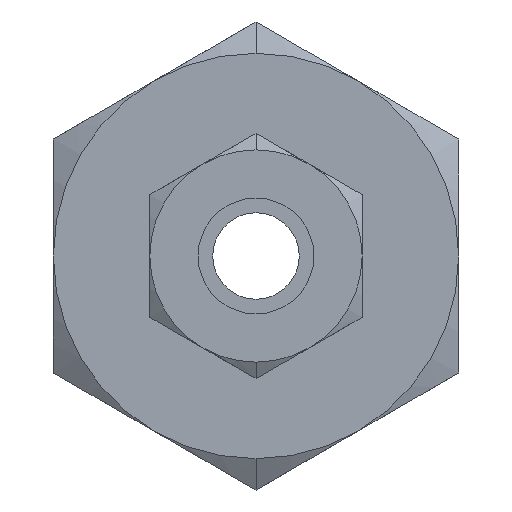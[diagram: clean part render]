
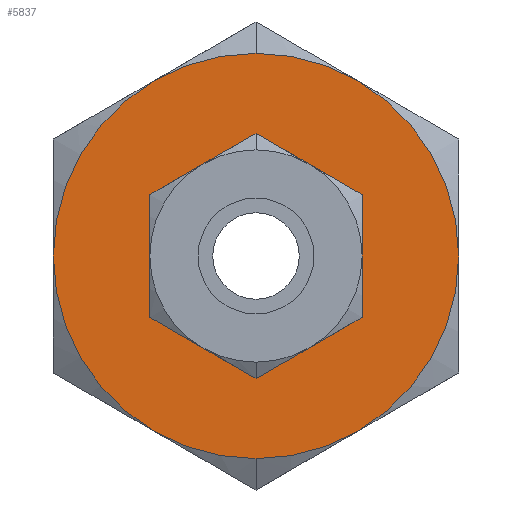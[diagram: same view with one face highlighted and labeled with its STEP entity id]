
A CAD part, left-side view. The second image highlights one B-rep face of the part: STEP entity #5837.
In plain terms, the highlighted planar face has unit normal (-1, 0, 0).
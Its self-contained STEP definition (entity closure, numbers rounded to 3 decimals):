
#235 = ORIENTED_EDGE ( 'NONE', *, *, #4790, .T. ) ;
#328 = DIRECTION ( 'NONE',  ( 0., 0.5, -0.866 ) ) ;
#474 = ORIENTED_EDGE ( 'NONE', *, *, #2955, .T. ) ;
#577 = CIRCLE ( 'NONE', #3051, 16.665 ) ;
#662 = CARTESIAN_POINT ( 'NONE',  ( 19.3, 0., 0. ) ) ;
#796 = CARTESIAN_POINT ( 'NONE',  ( 19.3, 16.665, 0. ) ) ;
#828 = DIRECTION ( 'NONE',  ( 0., 1., 0. ) ) ;
#829 = ORIENTED_EDGE ( 'NONE', *, *, #2005, .T. ) ;
#948 = AXIS2_PLACEMENT_3D ( 'NONE', #8958, #3149, #3772 ) ;
#1087 = AXIS2_PLACEMENT_3D ( 'NONE', #1663, #4583, #7524 ) ;
#1271 = ORIENTED_EDGE ( 'NONE', *, *, #4812, .T. ) ;
#1345 = AXIS2_PLACEMENT_3D ( 'NONE', #5071, #2018, #5118 ) ;
#1579 = EDGE_CURVE ( 'NONE', #9033, #4508, #1812, .T. ) ;
#1663 = CARTESIAN_POINT ( 'NONE',  ( 19.3, 0., 0. ) ) ;
#1812 = CIRCLE ( 'NONE', #1345, 6.388 ) ;
#1938 = VERTEX_POINT ( 'NONE', #6871 ) ;
#2005 = EDGE_CURVE ( 'NONE', #7836, #8017, #7019, .T. ) ;
#2018 = DIRECTION ( 'NONE',  ( 1., 0., 0. ) ) ;
#2120 = PLANE ( 'NONE',  #8915 ) ;
#2384 = VERTEX_POINT ( 'NONE', #6225 ) ;
#2483 = CARTESIAN_POINT ( 'NONE',  ( 19.3, 0., 16.665 ) ) ;
#2579 = EDGE_CURVE ( 'NONE', #2384, #7836, #577, .T. ) ;
#2771 = AXIS2_PLACEMENT_3D ( 'NONE', #3831, #6755, #4780 ) ;
#2804 = CARTESIAN_POINT ( 'NONE',  ( 19.3, 0., -6.388 ) ) ;
#2871 = DIRECTION ( 'NONE',  ( 0., 0., 1. ) ) ;
#2955 = EDGE_CURVE ( 'NONE', #1938, #9158, #3775, .T. ) ;
#2990 = FACE_BOUND ( 'NONE', #3425, .T. ) ;
#3051 = AXIS2_PLACEMENT_3D ( 'NONE', #5537, #8347, #328 ) ;
#3149 = DIRECTION ( 'NONE',  ( -1., 0., 0. ) ) ;
#3425 = EDGE_LOOP ( 'NONE', ( #8801, #4308 ) ) ;
#3435 = CARTESIAN_POINT ( 'NONE',  ( 19.3, 0., 6.388 ) ) ;
#3700 = CIRCLE ( 'NONE', #2771, 16.665 ) ;
#3772 = DIRECTION ( 'NONE',  ( 0., -0.5, -0.866 ) ) ;
#3775 = CIRCLE ( 'NONE', #6975, 16.665 ) ;
#3831 = CARTESIAN_POINT ( 'NONE',  ( 19.3, 0., 0. ) ) ;
#4110 = EDGE_CURVE ( 'NONE', #9314, #1938, #9427, .T. ) ;
#4252 = EDGE_CURVE ( 'NONE', #4508, #9033, #7297, .T. ) ;
#4292 = CIRCLE ( 'NONE', #7540, 16.665 ) ;
#4308 = ORIENTED_EDGE ( 'NONE', *, *, #4252, .T. ) ;
#4309 = VERTEX_POINT ( 'NONE', #7040 ) ;
#4380 = AXIS2_PLACEMENT_3D ( 'NONE', #8170, #6129, #4510 ) ;
#4474 = CARTESIAN_POINT ( 'NONE',  ( 19.3, 0., 0. ) ) ;
#4504 = ORIENTED_EDGE ( 'NONE', *, *, #2579, .T. ) ;
#4508 = VERTEX_POINT ( 'NONE', #3435 ) ;
#4510 = DIRECTION ( 'NONE',  ( 0., 0., 1. ) ) ;
#4583 = DIRECTION ( 'NONE',  ( -1., 0., 0. ) ) ;
#4673 = EDGE_LOOP ( 'NONE', ( #1271, #8112, #474, #7604, #4504, #829, #235, #5221 ) ) ;
#4780 = DIRECTION ( 'NONE',  ( 0., 1., 0. ) ) ;
#4790 = EDGE_CURVE ( 'NONE', #8017, #8357, #5666, .T. ) ;
#4812 = EDGE_CURVE ( 'NONE', #4309, #9314, #7687, .T. ) ;
#5071 = CARTESIAN_POINT ( 'NONE',  ( 19.3, 0., 0. ) ) ;
#5118 = DIRECTION ( 'NONE',  ( 0., 0., -1. ) ) ;
#5221 = ORIENTED_EDGE ( 'NONE', *, *, #8285, .T. ) ;
#5501 = EDGE_CURVE ( 'NONE', #9158, #2384, #3700, .T. ) ;
#5537 = CARTESIAN_POINT ( 'NONE',  ( 19.3, 0., 0. ) ) ;
#5666 = CIRCLE ( 'NONE', #948, 16.665 ) ;
#5742 = DIRECTION ( 'NONE',  ( -1., 0., 0. ) ) ;
#5743 = AXIS2_PLACEMENT_3D ( 'NONE', #662, #5742, #2871 ) ;
#5798 = DIRECTION ( 'NONE',  ( 0., -1., 0. ) ) ;
#5837 = ADVANCED_FACE ( 'NONE', ( #2990, #8128 ), #2120, .F. ) ;
#5853 = CARTESIAN_POINT ( 'NONE',  ( 19.3, -16.665, 0. ) ) ;
#6129 = DIRECTION ( 'NONE',  ( 1., 0., 0. ) ) ;
#6225 = CARTESIAN_POINT ( 'NONE',  ( 19.3, 8.332, -14.432 ) ) ;
#6571 = DIRECTION ( 'NONE',  ( -1., 0., 0. ) ) ;
#6607 = CARTESIAN_POINT ( 'NONE',  ( 19.3, 0., -16.665 ) ) ;
#6755 = DIRECTION ( 'NONE',  ( -1., 0., 0. ) ) ;
#6871 = CARTESIAN_POINT ( 'NONE',  ( 19.3, 8.332, 14.432 ) ) ;
#6975 = AXIS2_PLACEMENT_3D ( 'NONE', #9410, #7211, #7260 ) ;
#7019 = CIRCLE ( 'NONE', #9468, 16.665 ) ;
#7025 = CARTESIAN_POINT ( 'NONE',  ( 19.3, 0., 0. ) ) ;
#7040 = CARTESIAN_POINT ( 'NONE',  ( 19.3, -8.332, 14.432 ) ) ;
#7211 = DIRECTION ( 'NONE',  ( -1., 0., 0. ) ) ;
#7260 = DIRECTION ( 'NONE',  ( 0., 0.5, 0.866 ) ) ;
#7297 = CIRCLE ( 'NONE', #4380, 6.388 ) ;
#7413 = DIRECTION ( 'NONE',  ( 1., 0., 0. ) ) ;
#7524 = DIRECTION ( 'NONE',  ( 0., -0.5, 0.866 ) ) ;
#7540 = AXIS2_PLACEMENT_3D ( 'NONE', #7025, #6571, #5798 ) ;
#7604 = ORIENTED_EDGE ( 'NONE', *, *, #5501, .T. ) ;
#7659 = DIRECTION ( 'NONE',  ( -1., 0., 0. ) ) ;
#7687 = CIRCLE ( 'NONE', #1087, 16.665 ) ;
#7721 = CARTESIAN_POINT ( 'NONE',  ( 19.3, -8.332, -14.432 ) ) ;
#7836 = VERTEX_POINT ( 'NONE', #6607 ) ;
#8017 = VERTEX_POINT ( 'NONE', #7721 ) ;
#8100 = DIRECTION ( 'NONE',  ( 0., 0., -1. ) ) ;
#8112 = ORIENTED_EDGE ( 'NONE', *, *, #4110, .T. ) ;
#8128 = FACE_OUTER_BOUND ( 'NONE', #4673, .T. ) ;
#8170 = CARTESIAN_POINT ( 'NONE',  ( 19.3, 0., 0. ) ) ;
#8285 = EDGE_CURVE ( 'NONE', #8357, #4309, #4292, .T. ) ;
#8347 = DIRECTION ( 'NONE',  ( -1., 0., 0. ) ) ;
#8357 = VERTEX_POINT ( 'NONE', #5853 ) ;
#8801 = ORIENTED_EDGE ( 'NONE', *, *, #1579, .T. ) ;
#8915 = AXIS2_PLACEMENT_3D ( 'NONE', #4474, #7413, #828 ) ;
#8958 = CARTESIAN_POINT ( 'NONE',  ( 19.3, 0., 0. ) ) ;
#9033 = VERTEX_POINT ( 'NONE', #2804 ) ;
#9092 = CARTESIAN_POINT ( 'NONE',  ( 19.3, 0., 0. ) ) ;
#9158 = VERTEX_POINT ( 'NONE', #796 ) ;
#9314 = VERTEX_POINT ( 'NONE', #2483 ) ;
#9410 = CARTESIAN_POINT ( 'NONE',  ( 19.3, 0., 0. ) ) ;
#9427 = CIRCLE ( 'NONE', #5743, 16.665 ) ;
#9468 = AXIS2_PLACEMENT_3D ( 'NONE', #9092, #7659, #8100 ) ;
